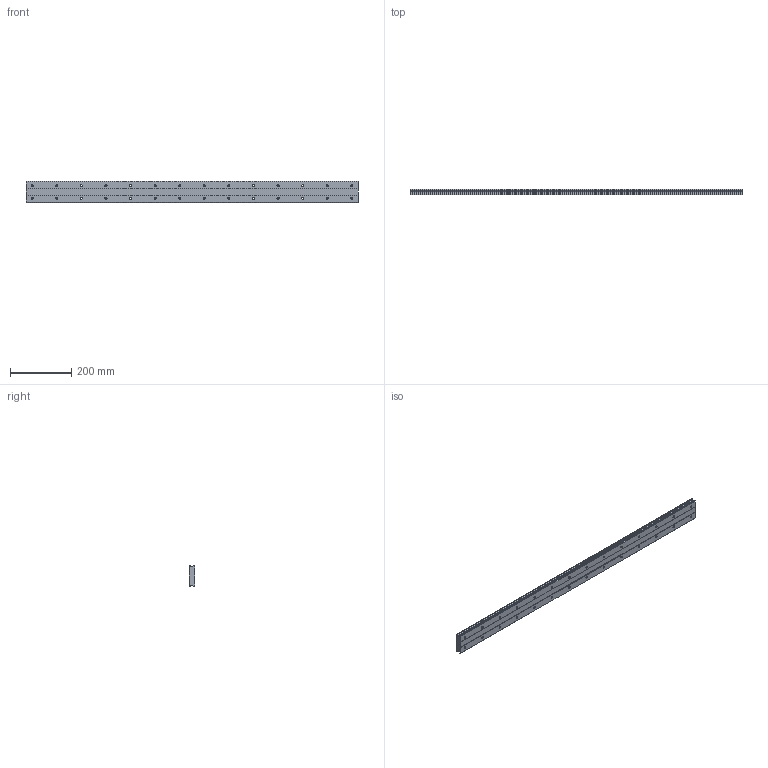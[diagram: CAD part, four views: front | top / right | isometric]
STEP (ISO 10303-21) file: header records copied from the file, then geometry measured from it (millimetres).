
FILE_DESCRIPTION (( 'STEP AP214' ), '1' );
FILE_NAME ('HRW35CA1SS-1080L_G20_0_B-M6F_486-7_0_0_0_1.STEP', '2021-07-06T12:20:35', ( '' ), ( '' ), 'SwSTEP 2.0', 'SolidWorks 2021', '' );
FILE_SCHEMA (( 'AUTOMOTIVE_DESIGN' ));
Length unit declared in the file: millimetre
Products named in the file (2): _HRW35CA108020 Track; HRW35CA1SS-1080L_G20_0_B-M6F_486-7_0_0_0_1
Assembly tree (1 placements, depth 2):
  HRW35CA1SS-1080L_G20_0_B-M6F_486-7_0_0_0_1
    _HRW35CA108020 Track
Bounding box: 1080 x 19 x 69 mm (x, y, z)
Volume: 1259476.3 mm3; surface area: 212164.7 mm2
Topology: 1 solids, 1 shells, 172 faces, 426 edges, 284 vertices
Faces by surface type: cylinder 116, plane 56
Entity records: 5400 total; most frequent: DIRECTION 1010, CARTESIAN_POINT 886, ORIENTED_EDGE 852, EDGE_CURVE 426, AXIS2_PLACEMENT_3D 408, VERTEX_POINT 284, EDGE_LOOP 256, CIRCLE 232
